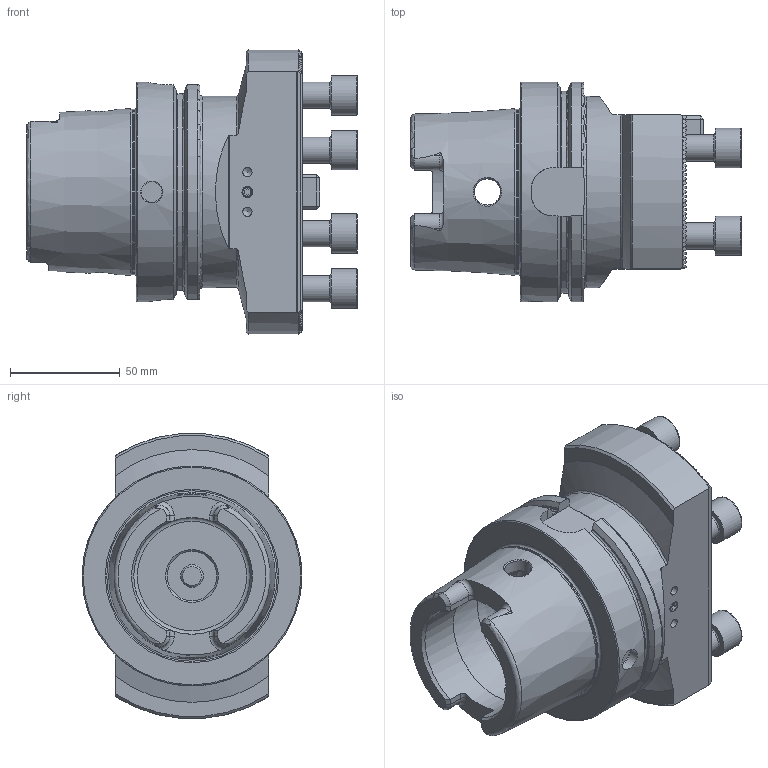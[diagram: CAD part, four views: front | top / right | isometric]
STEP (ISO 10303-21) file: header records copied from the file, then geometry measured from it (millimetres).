
FILE_DESCRIPTION (( 'STEP AP214' ), '1' );
FILE_NAME ('HA0.Ko1.K01.075.STEP', '2020-08-13T14:47:29', ( '' ), ( '' ), 'SwSTEP 2.0', 'SolidWorks 2017', '' );
FILE_SCHEMA (( 'AUTOMOTIVE_DESIGN' ));
Length unit declared in the file: millimetre
Products named in the file (7): Ko1-ER1.001.016_A; HA0.Ko1.K01.075; DIN 908 - M12x1.5; ISO 4762 - M6 x 16; HA0-Ko1.K01.075_A_Fertigbearbeitung; ISO 4026 - M5 x 8; ISO 4762 - M12 x 25
Assembly tree (10 placements, depth 2):
  HA0.Ko1.K01.075
    HA0-Ko1.K01.075_A_Fertigbearbeitung
    Ko1-ER1.001.016_A
    ISO 4762 - M6 x 16
    ISO 4762 - M12 x 25  x4
    ISO 4026 - M5 x 8  x2
    DIN 908 - M12x1.5
Bounding box: 150.48 x 100 x 129.58 mm (x, y, z)
Volume: 592882 mm3; surface area: 96768 mm2
Topology: 10 solids, 10 shells, 800 faces, 2204 edges, 1430 vertices
Faces by surface type: plane 513, cylinder 175, cone 73, torus 37, bspline 2
Full cylindrical faces by diameter (mm): 4.2 x6, 5 x3, 6 x1, 6.5 x1, 7.245 x1, 10 x2, 10.2 x8, 10.5 x2, 12 x7, 17 x1, 18 x4, 19 x1, 22.5 x1, 26 x1, 53 x2, 63 x1, 75.265 x1, 87 x1, 100 x1
Entity records: 27694 total; most frequent: CARTESIAN_POINT 9080, ORIENTED_EDGE 3832, DIRECTION 3052, EDGE_CURVE 1916, VERTEX_POINT 1296, AXIS2_PLACEMENT_3D 1150, EDGE_LOOP 830, FACE_OUTER_BOUND 779
